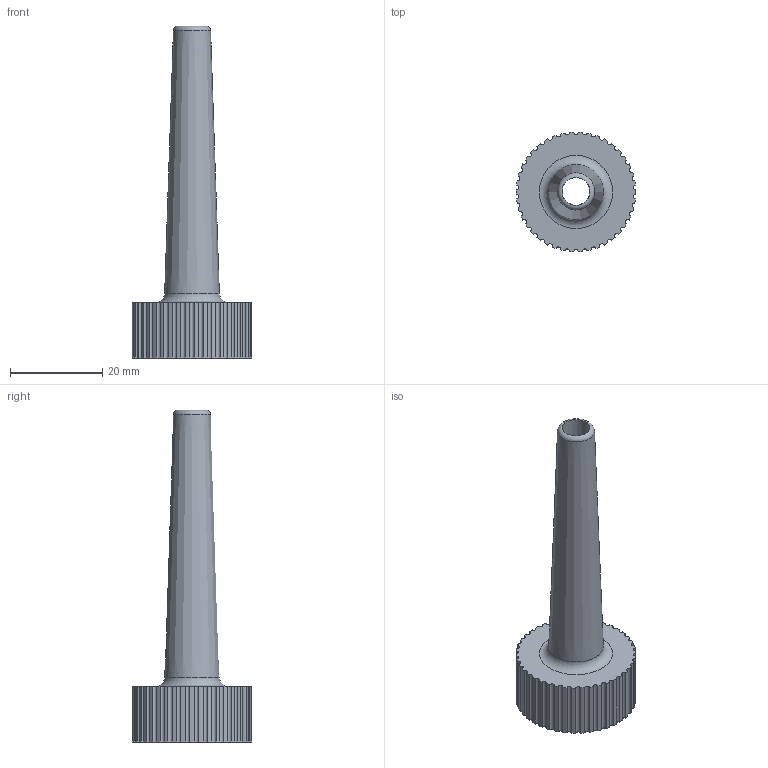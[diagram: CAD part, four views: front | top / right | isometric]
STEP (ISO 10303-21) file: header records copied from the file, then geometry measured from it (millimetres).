
FILE_DESCRIPTION(('FreeCAD Model'),'2;1');
FILE_NAME('Open CASCADE Shape Model','2025-07-12T16:28:44',(''),(''), 'Open CASCADE STEP processor 7.8','FreeCAD','Unknown');
FILE_SCHEMA(('CONFIG_CONTROL_DESIGN','SHAPE_APPEARANCE_LAYER_MIM'));
Length unit declared in the file: millimetre
Products named in the file (1): Body
Bounding box: 26 x 25.98 x 72 mm (x, y, z)
Volume: 4109.3 mm3; surface area: 6336 mm2
Topology: 1 solids, 1 shells, 107 faces, 300 edges, 196 vertices
Faces by surface type: cylinder 89, bspline 9, plane 4, cone 3, torus 2
Full cylindrical faces by diameter (mm): 10 x1, 21.048 x2
Entity records: 9353 total; most frequent: CARTESIAN_POINT 3186, DIRECTION 1233, ORIENTED_EDGE 600, PCURVE 600, DEFINITIONAL_REPRESENTATION 600, LINE 497, VECTOR 497, CIRCLE 355
